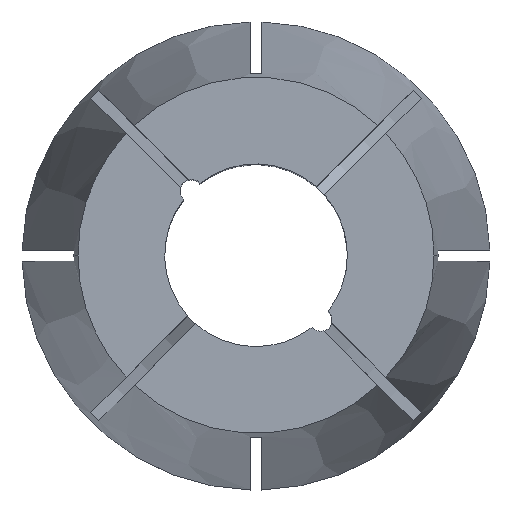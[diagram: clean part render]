
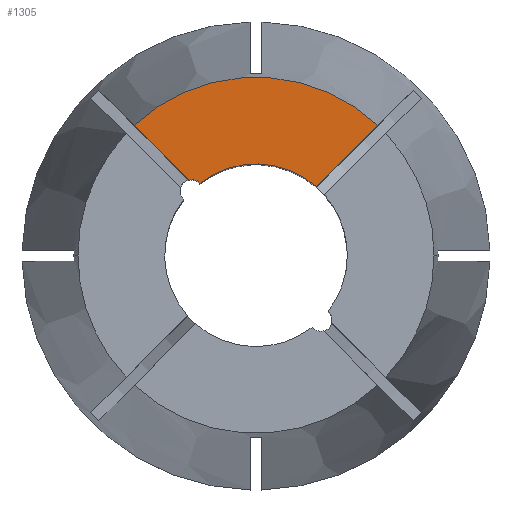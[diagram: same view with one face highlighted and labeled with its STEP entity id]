
A CAD part, top view. The second image highlights one B-rep face of the part: STEP entity #1305.
In plain terms, the highlighted planar face has unit normal (0, 0, 1).
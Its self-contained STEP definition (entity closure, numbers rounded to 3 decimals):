
#8 = CIRCLE ( 'NONE', #1247, 15.595 ) ;
#33 = AXIS2_PLACEMENT_3D ( 'NONE', #979, #2164, #1137 ) ;
#39 = CIRCLE ( 'NONE', #392, 8. ) ;
#130 = DIRECTION ( 'NONE',  ( 0.707, 0.707, 0. ) ) ;
#174 = VERTEX_POINT ( 'NONE', #1640 ) ;
#179 = PLANE ( 'NONE',  #182 ) ;
#182 = AXIS2_PLACEMENT_3D ( 'NONE', #528, #1727, #690 ) ;
#289 = VECTOR ( 'NONE', #878, 1000. ) ;
#352 = LINE ( 'NONE', #1547, #289 ) ;
#373 = ORIENTED_EDGE ( 'NONE', *, *, #1163, .T. ) ;
#392 = AXIS2_PLACEMENT_3D ( 'NONE', #1545, #1395, #1742 ) ;
#423 = CIRCLE ( 'NONE', #33, 1. ) ;
#459 = ORIENTED_EDGE ( 'NONE', *, *, #856, .F. ) ;
#496 = CARTESIAN_POINT ( 'NONE',  ( -4.907, 6.318, 0. ) ) ;
#528 = CARTESIAN_POINT ( 'NONE',  ( 0., 0., 0. ) ) ;
#633 = ORIENTED_EDGE ( 'NONE', *, *, #1167, .T. ) ;
#690 = DIRECTION ( 'NONE',  ( -1., 0., 0. ) ) ;
#764 = CARTESIAN_POINT ( 'NONE',  ( 10.668, 11.375, 0. ) ) ;
#835 = CARTESIAN_POINT ( 'NONE',  ( -10.668, 11.375, 0. ) ) ;
#856 = EDGE_CURVE ( 'NONE', #1152, #1635, #39, .T. ) ;
#878 = DIRECTION ( 'NONE',  ( 0.707, -0.707, 0. ) ) ;
#910 = VECTOR ( 'NONE', #130, 1000. ) ;
#954 = VERTEX_POINT ( 'NONE', #764 ) ;
#979 = CARTESIAN_POINT ( 'NONE',  ( -5.657, 5.657, 0. ) ) ;
#986 = DIRECTION ( 'NONE',  ( 0., 0., 1. ) ) ;
#1124 = EDGE_LOOP ( 'NONE', ( #2074, #2205, #459, #373, #633 ) ) ;
#1132 = CARTESIAN_POINT ( 'NONE',  ( -0.354, 0.354, 0. ) ) ;
#1137 = DIRECTION ( 'NONE',  ( -1., 0., 0. ) ) ;
#1152 = VERTEX_POINT ( 'NONE', #1309 ) ;
#1163 = EDGE_CURVE ( 'NONE', #1152, #954, #1822, .T. ) ;
#1167 = EDGE_CURVE ( 'NONE', #954, #1649, #8, .T. ) ;
#1247 = AXIS2_PLACEMENT_3D ( 'NONE', #2007, #986, #2179 ) ;
#1305 = ADVANCED_FACE ( 'NONE', ( #1880 ), #179, .F. ) ;
#1309 = CARTESIAN_POINT ( 'NONE',  ( 5.292, 5.999, 0. ) ) ;
#1395 = DIRECTION ( 'NONE',  ( 0., 0., 1. ) ) ;
#1538 = EDGE_CURVE ( 'NONE', #1635, #174, #423, .T. ) ;
#1545 = CARTESIAN_POINT ( 'NONE',  ( 0., 0., 0. ) ) ;
#1547 = CARTESIAN_POINT ( 'NONE',  ( 0.354, 0.354, 0. ) ) ;
#1635 = VERTEX_POINT ( 'NONE', #496 ) ;
#1640 = CARTESIAN_POINT ( 'NONE',  ( -5.916, 6.623, 0. ) ) ;
#1649 = VERTEX_POINT ( 'NONE', #835 ) ;
#1727 = DIRECTION ( 'NONE',  ( 0., 0., -1. ) ) ;
#1742 = DIRECTION ( 'NONE',  ( 1., 0., 0. ) ) ;
#1822 = LINE ( 'NONE', #1132, #910 ) ;
#1880 = FACE_OUTER_BOUND ( 'NONE', #1124, .T. ) ;
#1899 = EDGE_CURVE ( 'NONE', #1649, #174, #352, .T. ) ;
#2007 = CARTESIAN_POINT ( 'NONE',  ( 0., 0., 0. ) ) ;
#2074 = ORIENTED_EDGE ( 'NONE', *, *, #1899, .T. ) ;
#2164 = DIRECTION ( 'NONE',  ( 0., 0., 1. ) ) ;
#2179 = DIRECTION ( 'NONE',  ( 1., 0., 0. ) ) ;
#2205 = ORIENTED_EDGE ( 'NONE', *, *, #1538, .F. ) ;
